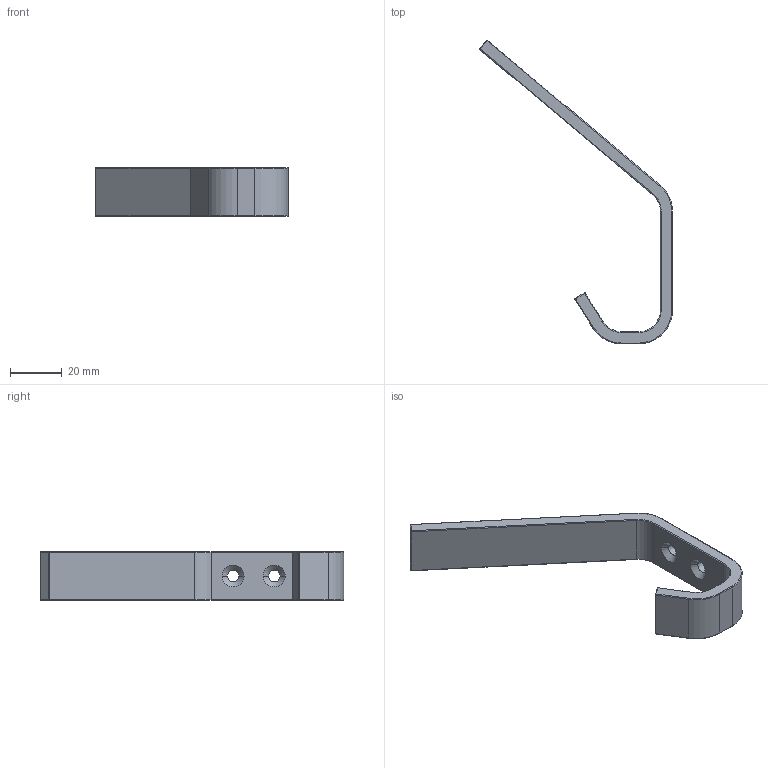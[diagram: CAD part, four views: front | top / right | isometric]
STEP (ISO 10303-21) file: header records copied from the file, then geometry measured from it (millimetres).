
FILE_DESCRIPTION(('Creo Elements/Direct Modeling STEP Export'),'2;1');
FILE_NAME('2313.stp','2022-05-04T 9:57:44',(''),(''),'Creo Elements/Direct Modeling STEP processor for AP214 (Solid Model)','Creo Elements/Direct Modeling 20.0 12-Nov-2016 (C) Parametric Technology GmbH','');
FILE_SCHEMA(('AUTOMOTIVE_DESIGN { 1 0 10303 214 1 1 1 1 }'));
Length unit declared in the file: millimetre
Products named in the file (1): AL-9195
Bounding box: 74.88 x 117.88 x 19 mm (x, y, z)
Volume: 16151.1 mm3; surface area: 8818 mm2
Topology: 1 solids, 1 shells, 72 faces, 172 edges, 92 vertices
Faces by surface type: cylinder 34, plane 12, torus 12, sphere 10, cone 4
Entity records: 1956 total; most frequent: DIRECTION 374, ORIENTED_EDGE 324, CARTESIAN_POINT 313, EDGE_CURVE 162, AXIS2_PLACEMENT_3D 153, VERTEX_POINT 92, CIRCLE 80, EDGE_LOOP 76
